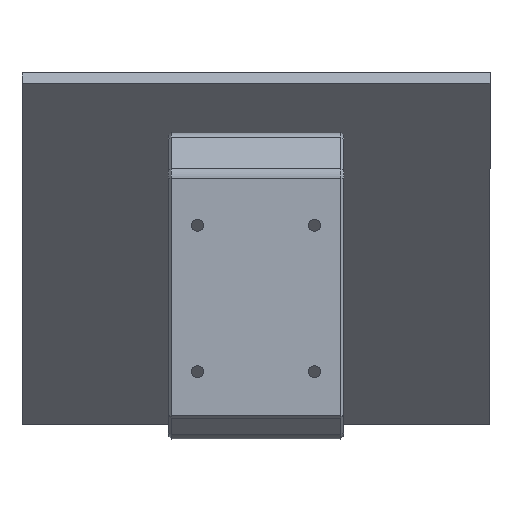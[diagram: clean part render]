
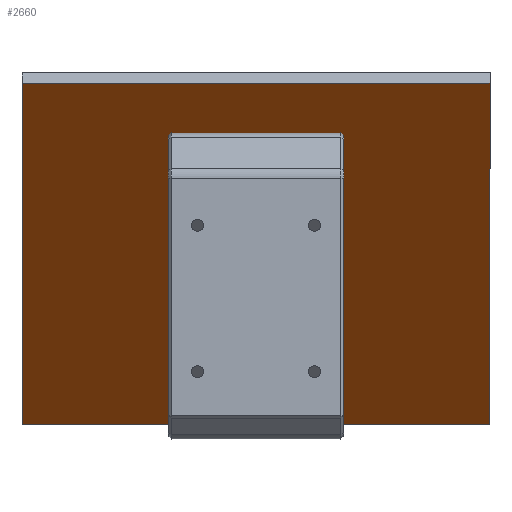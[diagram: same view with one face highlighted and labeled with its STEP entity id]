
A CAD part, front view. The second image highlights one B-rep face of the part: STEP entity #2660.
In plain terms, the highlighted planar face has unit normal (0, -0.707, -0.707).
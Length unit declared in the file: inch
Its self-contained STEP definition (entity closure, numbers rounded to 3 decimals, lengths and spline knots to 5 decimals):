
#31 = CARTESIAN_POINT ( 'NONE',  ( 3.97281, 0.03787, -0.16991 ) ) ;
#41 = CARTESIAN_POINT ( 'NONE',  ( 1.42281, 5.84199, -5.97404 ) ) ;
#103 = VECTOR ( 'NONE', #1616, 39.37008 ) ;
#116 = VECTOR ( 'NONE', #2399, 39.37008 ) ;
#184 = VERTEX_POINT ( 'NONE', #1490 ) ;
#204 = ORIENTED_EDGE ( 'NONE', *, *, #1262, .F. ) ;
#211 = DIRECTION ( 'NONE',  ( -1., 0., 0. ) ) ;
#247 = ORIENTED_EDGE ( 'NONE', *, *, #1916, .F. ) ;
#285 = ORIENTED_EDGE ( 'NONE', *, *, #1864, .F. ) ;
#310 = LINE ( 'NONE', #1809, #103 ) ;
#318 = VECTOR ( 'NONE', #1174, 39.37008 ) ;
#329 = ORIENTED_EDGE ( 'NONE', *, *, #1991, .F. ) ;
#506 = CARTESIAN_POINT ( 'NONE',  ( 3.97281, 5.8715, -6.00354 ) ) ;
#524 = VECTOR ( 'NONE', #716, 39.37008 ) ;
#580 = EDGE_CURVE ( 'NONE', #912, #184, #2126, .T. ) ;
#627 = EDGE_LOOP ( 'NONE', ( #204, #1813, #285, #247 ) ) ;
#648 = DIRECTION ( 'NONE',  ( 0., -0.707, 0.707 ) ) ;
#656 = EDGE_CURVE ( 'NONE', #859, #2414, #1949, .T. ) ;
#660 = CARTESIAN_POINT ( 'NONE',  ( -4.02719, 0.03787, -0.16991 ) ) ;
#669 = FACE_BOUND ( 'NONE', #680, .T. ) ;
#673 = EDGE_CURVE ( 'NONE', #2596, #784, #1116, .T. ) ;
#680 = EDGE_LOOP ( 'NONE', ( #2635, #1062, #329, #997 ) ) ;
#697 = PLANE ( 'NONE',  #2278 ) ;
#716 = DIRECTION ( 'NONE',  ( 0., 0.707, -0.707 ) ) ;
#728 = CARTESIAN_POINT ( 'NONE',  ( 1.47281, 0.95711, -1.08915 ) ) ;
#740 = VECTOR ( 'NONE', #1301, 39.37008 ) ;
#784 = VERTEX_POINT ( 'NONE', #1333 ) ;
#851 = DIRECTION ( 'NONE',  ( -1., 0., 0. ) ) ;
#859 = VERTEX_POINT ( 'NONE', #1611 ) ;
#912 = VERTEX_POINT ( 'NONE', #2732 ) ;
#997 = ORIENTED_EDGE ( 'NONE', *, *, #656, .T. ) ;
#1031 = VERTEX_POINT ( 'NONE', #506 ) ;
#1062 = ORIENTED_EDGE ( 'NONE', *, *, #580, .T. ) ;
#1067 = CARTESIAN_POINT ( 'NONE',  ( -1.47719, 0.95711, -1.08915 ) ) ;
#1075 = CARTESIAN_POINT ( 'NONE',  ( 1.47281, 5.84199, -5.97404 ) ) ;
#1106 = VECTOR ( 'NONE', #648, 39.37008 ) ;
#1116 = LINE ( 'NONE', #1133, #116 ) ;
#1133 = CARTESIAN_POINT ( 'NONE',  ( -4.02719, 0.03787, -0.16991 ) ) ;
#1174 = DIRECTION ( 'NONE',  ( -1., 0., 0. ) ) ;
#1185 = VECTOR ( 'NONE', #851, 39.37008 ) ;
#1257 = LINE ( 'NONE', #1075, #1185 ) ;
#1262 = EDGE_CURVE ( 'NONE', #784, #2731, #2318, .T. ) ;
#1301 = DIRECTION ( 'NONE',  ( 1., 0., 0. ) ) ;
#1333 = CARTESIAN_POINT ( 'NONE',  ( -4.02719, 0.03787, -0.16991 ) ) ;
#1482 = EDGE_CURVE ( 'NONE', #2414, #912, #1257, .T. ) ;
#1488 = VECTOR ( 'NONE', #211, 39.37008 ) ;
#1490 = CARTESIAN_POINT ( 'NONE',  ( -1.47719, 0.95711, -1.08915 ) ) ;
#1611 = CARTESIAN_POINT ( 'NONE',  ( 1.42281, 0.95711, -1.08915 ) ) ;
#1616 = DIRECTION ( 'NONE',  ( 0., 0.707, -0.707 ) ) ;
#1698 = CARTESIAN_POINT ( 'NONE',  ( -4.02719, 5.8715, -6.00354 ) ) ;
#1719 = CARTESIAN_POINT ( 'NONE',  ( 3.97281, 5.8715, -6.00354 ) ) ;
#1809 = CARTESIAN_POINT ( 'NONE',  ( 3.97281, 5.69472, -5.82677 ) ) ;
#1813 = ORIENTED_EDGE ( 'NONE', *, *, #673, .F. ) ;
#1864 = EDGE_CURVE ( 'NONE', #1031, #2596, #2554, .T. ) ;
#1916 = EDGE_CURVE ( 'NONE', #2731, #1031, #310, .T. ) ;
#1942 = FACE_OUTER_BOUND ( 'NONE', #627, .T. ) ;
#1949 = LINE ( 'NONE', #41, #524 ) ;
#1988 = DIRECTION ( 'NONE',  ( 0., 0.707, 0.707 ) ) ;
#1991 = EDGE_CURVE ( 'NONE', #859, #184, #2656, .T. ) ;
#2126 = LINE ( 'NONE', #1067, #1106 ) ;
#2165 = CARTESIAN_POINT ( 'NONE',  ( -0.02719, 0.03787, -0.16991 ) ) ;
#2278 = AXIS2_PLACEMENT_3D ( 'NONE', #2165, #1988, #2359 ) ;
#2318 = LINE ( 'NONE', #660, #740 ) ;
#2359 = DIRECTION ( 'NONE',  ( 0., -0.707, 0.707 ) ) ;
#2373 = CARTESIAN_POINT ( 'NONE',  ( 1.42281, 5.84199, -5.97404 ) ) ;
#2399 = DIRECTION ( 'NONE',  ( 0., -0.707, 0.707 ) ) ;
#2414 = VERTEX_POINT ( 'NONE', #2373 ) ;
#2554 = LINE ( 'NONE', #1719, #1488 ) ;
#2596 = VERTEX_POINT ( 'NONE', #1698 ) ;
#2635 = ORIENTED_EDGE ( 'NONE', *, *, #1482, .T. ) ;
#2656 = LINE ( 'NONE', #728, #318 ) ;
#2660 = ADVANCED_FACE ( 'NONE', ( #669, #1942 ), #697, .F. ) ;
#2731 = VERTEX_POINT ( 'NONE', #31 ) ;
#2732 = CARTESIAN_POINT ( 'NONE',  ( -1.47719, 5.84199, -5.97404 ) ) ;
